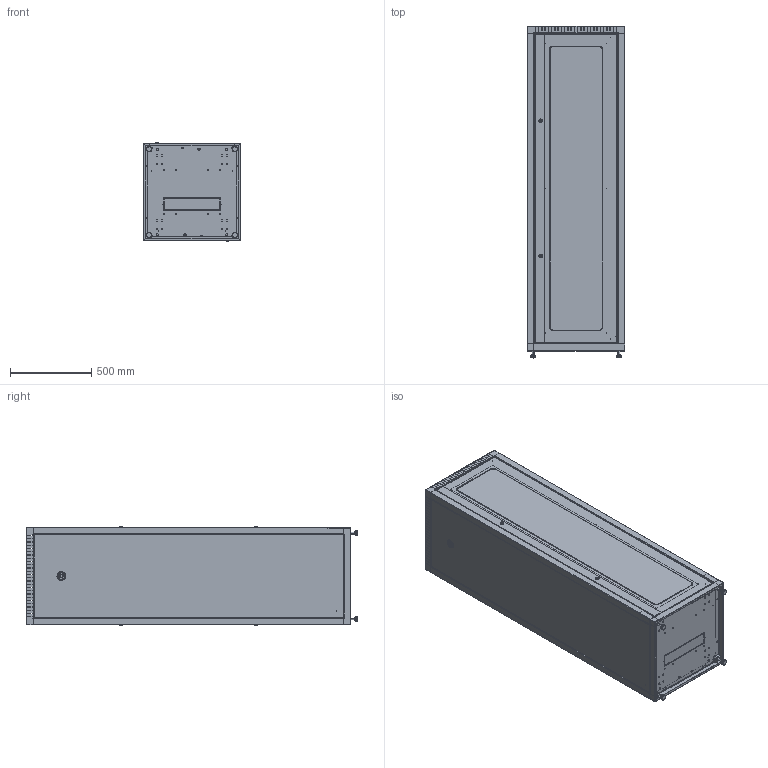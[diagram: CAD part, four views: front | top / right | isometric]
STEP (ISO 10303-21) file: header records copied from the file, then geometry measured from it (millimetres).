
FILE_DESCRIPTION (( 'STEP AP203' ), '1' );
FILE_NAME ('LE05-42U66-GM.STEP', '2025-08-05T06:30:25', ( '' ), ( '' ), 'SwSTEP 2.0', 'SolidWorks 2022', '' );
FILE_SCHEMA (( 'CONFIG_CONTROL_DESIGN' ));
Products named in the file (1): LE05-42U66-GM
Bounding box: 600 x 2042.2 x 603.8 mm (x, y, z)
Surface area: 12085914.8 mm2 (no closed solid volume)
Topology: 0 solids, 135 shells, 978 faces, 11694 edges, 10567 vertices
Faces by surface type: plane 577, cylinder 316, cone 42, torus 33, bspline 6, sphere 4
Entity records: 108997 total; most frequent: CARTESIAN_POINT 24318, DIRECTION 16049, ORIENTED_EDGE 13361, EDGE_CURVE 11692, VERTEX_POINT 10567, LINE 9133, VECTOR 9133, AXIS2_PLACEMENT_3D 3458
